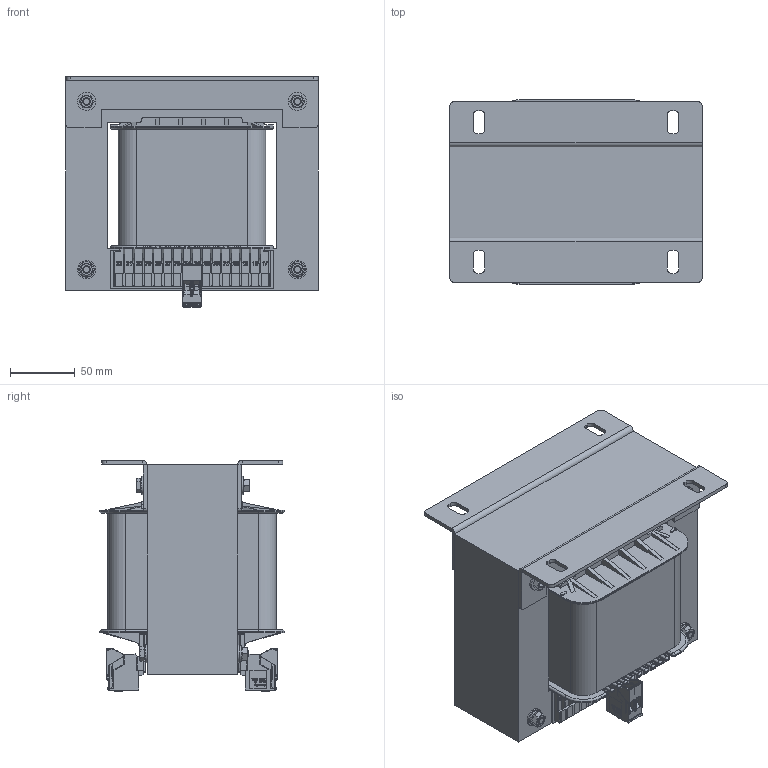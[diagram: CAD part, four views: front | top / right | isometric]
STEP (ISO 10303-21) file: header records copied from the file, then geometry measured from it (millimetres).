
FILE_DESCRIPTION(/* description */ (''),/* implementation_level */ '2;1');
FILE_NAME(/* name */ 'TA002259700.stp',/* time_stamp */ '2022-09-26T09:03:03+02:00',/* author */ ('velazquez'),/* organization */ (''),/* preprocessor_version */ 'ST-DEVELOPER v19.2',/* originating_system */ 'Autodesk Inventor 2023',/* authorisation */ '');
FILE_SCHEMA (('AUTOMOTIVE_DESIGN { 1 0 10303 214 3 1 1 }'));
Products named in the file (10): TA002259700; EI195 x 162 - 70 (Rc65); EI192_70_AK_25379_8_Wz837 rojo; 195; centrador M6; DIN 125 - A 6,4; DIN 933 - M6  x 80; DIN 934 - M6; 1226_TKS_4_2_F; 1226_TKS_4_2_F NARANJA
Assembly tree (24 placements, depth 2):
  TA002259700
    EI195 x 162 - 70 (Rc65)
    EI192_70_AK_25379_8_Wz837 rojo
    195  x2
    centrador M6  x8
    DIN 125 - A 6,4  x2
    DIN 933 - M6  x 80  x4
    DIN 934 - M6  x4
    1226_TKS_4_2_F
    1226_TKS_4_2_F NARANJA
Bounding box: 195 x 142.6 x 179 mm (x, y, z)
Volume: 1998333.5 mm3; surface area: 403613.5 mm2
Topology: 24 solids, 25 shells, 5945 faces, 16548 edges, 10758 vertices
Faces by surface type: plane 3974, bspline 1067, cylinder 698, torus 150, cone 48, sphere 8
Full cylindrical faces by diameter (mm): 4.917 x4, 5.459 x4, 6 x12, 6.4 x2, 7.6 x8, 8.7 x4, 9.9 x4, 11 x4, 12 x2, 14 x8
Entity records: 194861 total; most frequent: CARTESIAN_POINT 46175, ORIENTED_EDGE 32250, DIRECTION 25207, EDGE_CURVE 16133, LINE 12487, VECTOR 12487, VERTEX_POINT 10507, AXIS2_PLACEMENT_3D 6360
